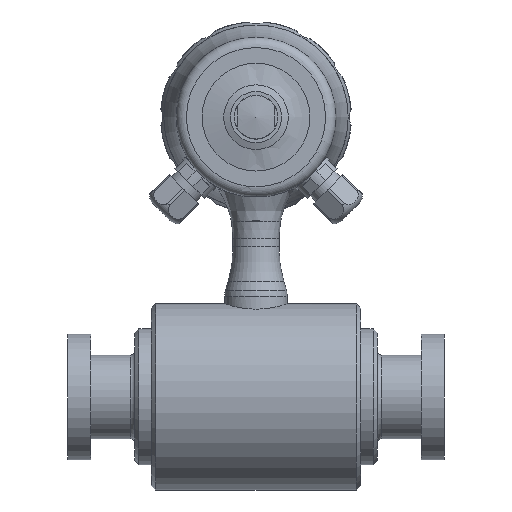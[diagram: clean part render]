
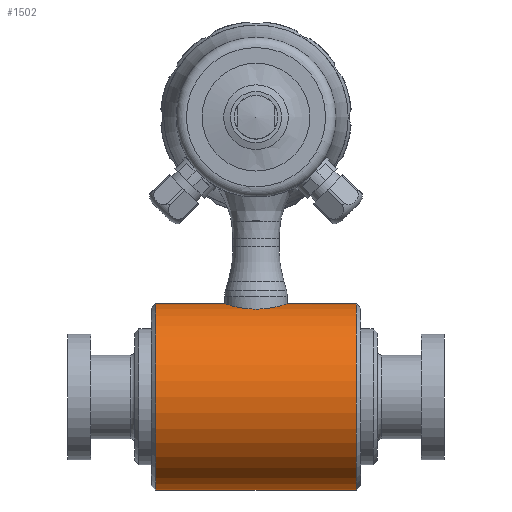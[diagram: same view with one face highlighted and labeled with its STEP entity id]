
A CAD part, left-side view. The second image highlights one B-rep face of the part: STEP entity #1502.
In plain terms, the highlighted cylindrical face has radius 44.5 mm (diameter 89 mm), a full revolution.
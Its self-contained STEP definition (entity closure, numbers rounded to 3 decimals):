
#1502 = ADVANCED_FACE( '', ( #3136, #3137, #3138 ), #3139, .T. );
#3136 = FACE_BOUND( '', #5556, .T. );
#3137 = FACE_OUTER_BOUND( '', #5557, .T. );
#3138 = FACE_OUTER_BOUND( '', #5558, .T. );
#3139 = CYLINDRICAL_SURFACE( '', #5559, 44.5 );
#5556 = EDGE_LOOP( '', ( #10026, #10027, #10028, #10029, #10030, #10031 ) );
#5557 = EDGE_LOOP( '', ( #10032 ) );
#5558 = EDGE_LOOP( '', ( #10033 ) );
#5559 = AXIS2_PLACEMENT_3D( '', #10034, #10035, #10036 );
#10026 = ORIENTED_EDGE( '', *, *, #11627, .F. );
#10027 = ORIENTED_EDGE( '', *, *, #11954, .F. );
#10028 = ORIENTED_EDGE( '', *, *, #10705, .F. );
#10029 = ORIENTED_EDGE( '', *, *, #11956, .F. );
#10030 = ORIENTED_EDGE( '', *, *, #10394, .F. );
#10031 = ORIENTED_EDGE( '', *, *, #10709, .F. );
#10032 = ORIENTED_EDGE( '', *, *, #11659, .T. );
#10033 = ORIENTED_EDGE( '', *, *, #10998, .T. );
#10034 = CARTESIAN_POINT( '', ( 0., 50., 0. ) );
#10035 = DIRECTION( '', ( 0., 1., 0. ) );
#10036 = DIRECTION( '', ( 0., 0., 1. ) );
#10394 = EDGE_CURVE( '', #12204, #12206, #12207, .T. );
#10705 = EDGE_CURVE( '', #12758, #12760, #12761, .T. );
#10709 = EDGE_CURVE( '', #12766, #12204, #12768, .T. );
#10998 = EDGE_CURVE( '', #13249, #13249, #13250, .F. );
#11627 = EDGE_CURVE( '', #14138, #12766, #14140, .F. );
#11659 = EDGE_CURVE( '', #14181, #14181, #14182, .F. );
#11954 = EDGE_CURVE( '', #12760, #14138, #14553, .T. );
#11956 = EDGE_CURVE( '', #12206, #12758, #14555, .F. );
#12204 = VERTEX_POINT( '', #15047 );
#12206 = VERTEX_POINT( '', #15058 );
#12207 = LINE( '', #15059, #15060 );
#12758 = VERTEX_POINT( '', #16048 );
#12760 = VERTEX_POINT( '', #16057 );
#12761 = B_SPLINE_CURVE_WITH_KNOTS( '', 3, ( #16058, #16059, #16060, #16061, #16062, #16063, #16064, #16065, #16066, #16067, #16068, #16069, #16070, #16071, #16072 ), .UNSPECIFIED., .F., .F., ( 4, 1, 1, 1, 1, 1, 1, 1, 1, 1, 1, 1, 4 ), ( 0., 0.063, 0.126, 0.189, 0.252, 0.314, 0.376, 0.438, 0.5, 0.624, 0.748, 0.874, 1. ), .UNSPECIFIED. );
#12766 = VERTEX_POINT( '', #16109 );
#12768 = B_SPLINE_CURVE_WITH_KNOTS( '', 3, ( #16118, #16119, #16120, #16121, #16122, #16123, #16124, #16125, #16126, #16127, #16128, #16129, #16130, #16131, #16132, #16133, #16134, #16135 ), .UNSPECIFIED., .F., .F., ( 4, 1, 1, 1, 1, 1, 1, 1, 1, 1, 1, 1, 1, 1, 1, 4 ), ( 0., 0.067, 0.133, 0.2, 0.267, 0.333, 0.4, 0.467, 0.533, 0.6, 0.667, 0.733, 0.8, 0.867, 0.933, 1. ), .UNSPECIFIED. );
#13249 = VERTEX_POINT( '', #17506 );
#13250 = CIRCLE( '', #17507, 44.5 );
#14138 = VERTEX_POINT( '', #20241 );
#14140 = LINE( '', #20262, #20263 );
#14181 = VERTEX_POINT( '', #20330 );
#14182 = CIRCLE( '', #20331, 44.5 );
#14553 = LINE( '', #21367, #21368 );
#14555 = LINE( '', #21370, #21371 );
#15047 = CARTESIAN_POINT( '', ( -2.869, 14.723, 44.407 ) );
#15058 = CARTESIAN_POINT( '', ( -2.869, 9.056, 44.407 ) );
#15059 = CARTESIAN_POINT( '', ( -2.869, 0.036, 44.407 ) );
#15060 = VECTOR( '', #21607, 1000. );
#16048 = CARTESIAN_POINT( '', ( -2.869, -14.723, 44.407 ) );
#16057 = CARTESIAN_POINT( '', ( 2.87, -14.723, 44.407 ) );
#16058 = CARTESIAN_POINT( '', ( -2.869, -14.723, 44.407 ) );
#16059 = CARTESIAN_POINT( '', ( -2.75, -14.745, 44.415 ) );
#16060 = CARTESIAN_POINT( '', ( -2.512, -14.79, 44.43 ) );
#16061 = CARTESIAN_POINT( '', ( -2.152, -14.846, 44.448 ) );
#16062 = CARTESIAN_POINT( '', ( -1.793, -14.894, 44.464 ) );
#16063 = CARTESIAN_POINT( '', ( -1.434, -14.933, 44.477 ) );
#16064 = CARTESIAN_POINT( '', ( -1.074, -14.963, 44.487 ) );
#16065 = CARTESIAN_POINT( '', ( -0.716, -14.984, 44.495 ) );
#16066 = CARTESIAN_POINT( '', ( -0.358, -14.997, 44.499 ) );
#16067 = CARTESIAN_POINT( '', ( 0.119, -15.003, 44.501 ) );
#16068 = CARTESIAN_POINT( '', ( 0.717, -14.989, 44.496 ) );
#16069 = CARTESIAN_POINT( '', ( 1.435, -14.937, 44.479 ) );
#16070 = CARTESIAN_POINT( '', ( 2.155, -14.852, 44.45 ) );
#16071 = CARTESIAN_POINT( '', ( 2.631, -14.766, 44.422 ) );
#16072 = CARTESIAN_POINT( '', ( 2.87, -14.723, 44.407 ) );
#16109 = CARTESIAN_POINT( '', ( 2.869, 14.723, 44.407 ) );
#16118 = CARTESIAN_POINT( '', ( 2.869, 14.723, 44.407 ) );
#16119 = CARTESIAN_POINT( '', ( 2.743, 14.747, 44.415 ) );
#16120 = CARTESIAN_POINT( '', ( 2.491, 14.794, 44.431 ) );
#16121 = CARTESIAN_POINT( '', ( 2.111, 14.852, 44.45 ) );
#16122 = CARTESIAN_POINT( '', ( 1.729, 14.902, 44.467 ) );
#16123 = CARTESIAN_POINT( '', ( 1.346, 14.941, 44.48 ) );
#16124 = CARTESIAN_POINT( '', ( 0.962, 14.971, 44.489 ) );
#16125 = CARTESIAN_POINT( '', ( 0.577, 14.991, 44.496 ) );
#16126 = CARTESIAN_POINT( '', ( 0.193, 15., 44.499 ) );
#16127 = CARTESIAN_POINT( '', ( -0.193, 15., 44.499 ) );
#16128 = CARTESIAN_POINT( '', ( -0.577, 14.991, 44.496 ) );
#16129 = CARTESIAN_POINT( '', ( -0.962, 14.971, 44.489 ) );
#16130 = CARTESIAN_POINT( '', ( -1.346, 14.941, 44.48 ) );
#16131 = CARTESIAN_POINT( '', ( -1.729, 14.902, 44.467 ) );
#16132 = CARTESIAN_POINT( '', ( -2.111, 14.852, 44.45 ) );
#16133 = CARTESIAN_POINT( '', ( -2.491, 14.794, 44.431 ) );
#16134 = CARTESIAN_POINT( '', ( -2.743, 14.747, 44.415 ) );
#16135 = CARTESIAN_POINT( '', ( -2.869, 14.723, 44.407 ) );
#17506 = CARTESIAN_POINT( '', ( 0., 48., -44.5 ) );
#17507 = AXIS2_PLACEMENT_3D( '', #22252, #22253, #22254 );
#20241 = CARTESIAN_POINT( '', ( 2.87, 9.056, 44.407 ) );
#20262 = CARTESIAN_POINT( '', ( 2.869, 0.036, 44.407 ) );
#20263 = VECTOR( '', #22869, 1000. );
#20330 = CARTESIAN_POINT( '', ( 0., -48., 44.5 ) );
#20331 = AXIS2_PLACEMENT_3D( '', #22905, #22906, #22907 );
#21367 = CARTESIAN_POINT( '', ( 2.87, -15., 44.407 ) );
#21368 = VECTOR( '', #23227, 1000. );
#21370 = CARTESIAN_POINT( '', ( -2.869, -15., 44.407 ) );
#21371 = VECTOR( '', #23228, 1000. );
#21607 = DIRECTION( '', ( 0., -1., 0. ) );
#22252 = CARTESIAN_POINT( '', ( 0., 48., 0. ) );
#22253 = DIRECTION( '', ( 0., 1., 0. ) );
#22254 = DIRECTION( '', ( 0., 0., -1. ) );
#22869 = DIRECTION( '', ( 0., -1., 0. ) );
#22905 = CARTESIAN_POINT( '', ( 0., -48., 0. ) );
#22906 = DIRECTION( '', ( 0., -1., 0. ) );
#22907 = DIRECTION( '', ( 0., 0., 1. ) );
#23227 = DIRECTION( '', ( 0., 1., 0. ) );
#23228 = DIRECTION( '', ( 0., 1., 0. ) );
